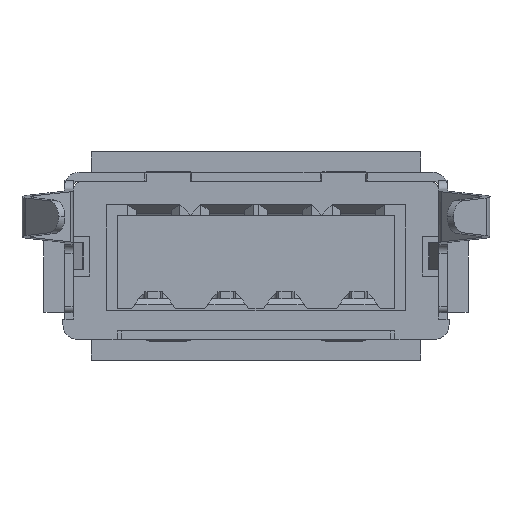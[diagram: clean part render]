
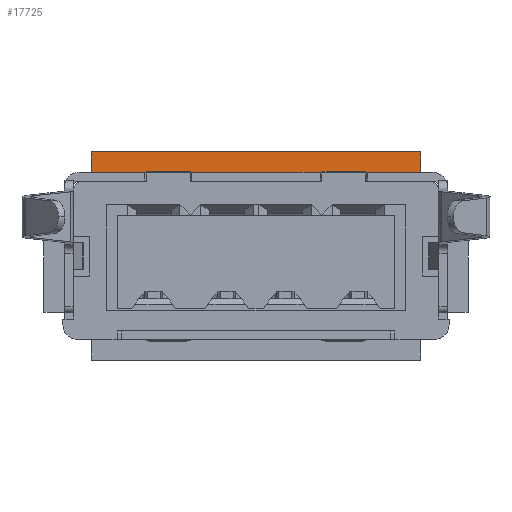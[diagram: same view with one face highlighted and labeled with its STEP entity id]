
A CAD part, front view. The second image highlights one B-rep face of the part: STEP entity #17725.
In plain terms, the highlighted planar face has unit normal (0, -1, 0).
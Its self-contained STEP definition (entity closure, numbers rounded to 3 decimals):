
#151 = DIRECTION ( 'NONE',  ( 0., 0., -1. ) ) ;
#788 = DIRECTION ( 'NONE',  ( -1., 0., 0. ) ) ;
#886 = ORIENTED_EDGE ( 'NONE', *, *, #4981, .F. ) ;
#1303 = PLANE ( 'NONE',  #16066 ) ;
#1538 = ORIENTED_EDGE ( 'NONE', *, *, #4695, .F. ) ;
#2456 = VERTEX_POINT ( 'NONE', #12328 ) ;
#2570 = CARTESIAN_POINT ( 'NONE',  ( 20.184, 20.791, 0.02 ) ) ;
#2642 = CARTESIAN_POINT ( 'NONE',  ( 8.934, 20.791, 0.72 ) ) ;
#2826 = FACE_OUTER_BOUND ( 'NONE', #4289, .T. ) ;
#2964 = LINE ( 'NONE', #8441, #18245 ) ;
#3023 = CARTESIAN_POINT ( 'NONE',  ( 17.121, 20.791, 0.02 ) ) ;
#3647 = VECTOR ( 'NONE', #20478, 1000. ) ;
#4289 = EDGE_LOOP ( 'NONE', ( #1538, #10025, #10192, #19864, #886, #15314 ) ) ;
#4695 = EDGE_CURVE ( 'NONE', #8260, #13753, #13323, .T. ) ;
#4981 = EDGE_CURVE ( 'NONE', #8814, #2456, #2964, .T. ) ;
#5176 = VECTOR ( 'NONE', #10341, 1000. ) ;
#5687 = VECTOR ( 'NONE', #151, 1000. ) ;
#6259 = LINE ( 'NONE', #20793, #15369 ) ;
#8260 = VERTEX_POINT ( 'NONE', #2570 ) ;
#8267 = DIRECTION ( 'NONE',  ( 0., 0., -1. ) ) ;
#8420 = DIRECTION ( 'NONE',  ( 0., 1., 0. ) ) ;
#8441 = CARTESIAN_POINT ( 'NONE',  ( 11.771, 20.791, 0.02 ) ) ;
#8814 = VERTEX_POINT ( 'NONE', #22788 ) ;
#8915 = LINE ( 'NONE', #16061, #18582 ) ;
#10025 = ORIENTED_EDGE ( 'NONE', *, *, #12734, .F. ) ;
#10192 = ORIENTED_EDGE ( 'NONE', *, *, #20815, .F. ) ;
#10341 = DIRECTION ( 'NONE',  ( -1., 0., 0. ) ) ;
#10373 = VERTEX_POINT ( 'NONE', #20875 ) ;
#12328 = CARTESIAN_POINT ( 'NONE',  ( 8.934, 20.791, 0.02 ) ) ;
#12734 = EDGE_CURVE ( 'NONE', #10373, #8260, #8915, .T. ) ;
#13323 = LINE ( 'NONE', #3023, #3647 ) ;
#13484 = CARTESIAN_POINT ( 'NONE',  ( 14.559, 20.791, 0.37 ) ) ;
#13661 = CARTESIAN_POINT ( 'NONE',  ( 15.084, 20.791, 0.02 ) ) ;
#13753 = VERTEX_POINT ( 'NONE', #13661 ) ;
#14299 = CARTESIAN_POINT ( 'NONE',  ( 8.934, 20.791, 0.22 ) ) ;
#15179 = VERTEX_POINT ( 'NONE', #2642 ) ;
#15314 = ORIENTED_EDGE ( 'NONE', *, *, #15319, .F. ) ;
#15319 = EDGE_CURVE ( 'NONE', #13753, #8814, #17275, .T. ) ;
#15369 = VECTOR ( 'NONE', #22661, 1000. ) ;
#15564 = DIRECTION ( 'NONE',  ( 0., 0., 1. ) ) ;
#16061 = CARTESIAN_POINT ( 'NONE',  ( 20.184, 20.791, 0.37 ) ) ;
#16066 = AXIS2_PLACEMENT_3D ( 'NONE', #13484, #8420, #15564 ) ;
#17275 = LINE ( 'NONE', #20686, #5176 ) ;
#17725 = ADVANCED_FACE ( 'NONE', ( #2826 ), #1303, .F. ) ;
#18245 = VECTOR ( 'NONE', #788, 1000. ) ;
#18419 = LINE ( 'NONE', #14299, #5687 ) ;
#18582 = VECTOR ( 'NONE', #8267, 1000. ) ;
#19864 = ORIENTED_EDGE ( 'NONE', *, *, #22646, .T. ) ;
#20478 = DIRECTION ( 'NONE',  ( -1., 0., 0. ) ) ;
#20686 = CARTESIAN_POINT ( 'NONE',  ( 14.559, 20.791, 0.02 ) ) ;
#20793 = CARTESIAN_POINT ( 'NONE',  ( 14.559, 20.791, 0.72 ) ) ;
#20815 = EDGE_CURVE ( 'NONE', #15179, #10373, #6259, .T. ) ;
#20875 = CARTESIAN_POINT ( 'NONE',  ( 20.184, 20.791, 0.72 ) ) ;
#22646 = EDGE_CURVE ( 'NONE', #15179, #2456, #18419, .T. ) ;
#22661 = DIRECTION ( 'NONE',  ( 1., 0., 0. ) ) ;
#22788 = CARTESIAN_POINT ( 'NONE',  ( 15.034, 20.791, 0.02 ) ) ;
